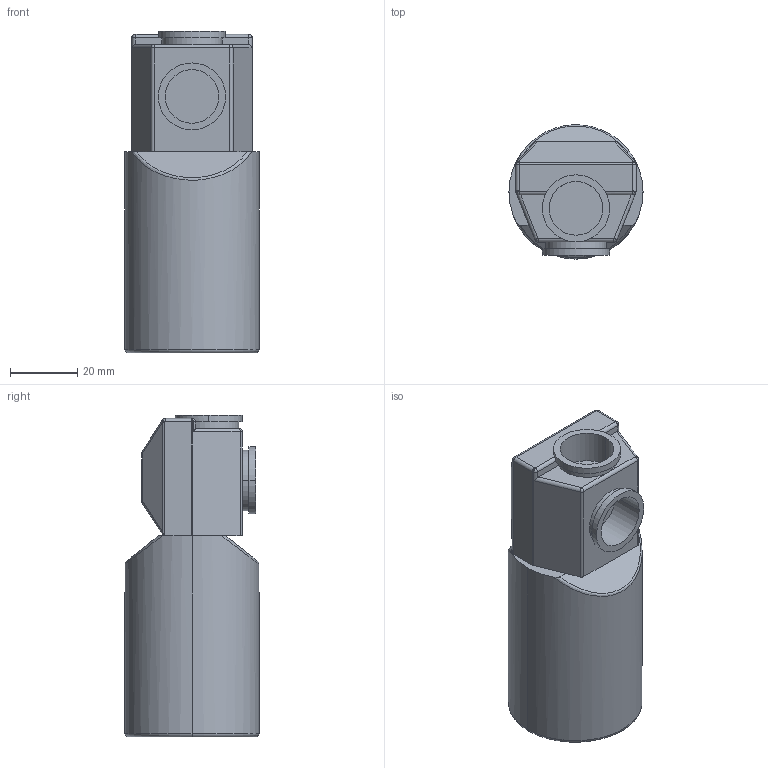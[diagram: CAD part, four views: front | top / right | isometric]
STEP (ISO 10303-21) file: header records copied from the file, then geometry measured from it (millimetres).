
FILE_DESCRIPTION((''),'2;1');
FILE_NAME('40_D000056B','2006-01-03T',('Pepperl+Fuchs'),('Industriehansa'),'PRO/ENGINEER BY PARAMETRIC TECHNOLOGY CORPORATION, 2005290','PRO/ENGINEER BY PARAMETRIC TECHNOLOGY CORPORATION, 2005290','');
FILE_SCHEMA(('AUTOMOTIVE_DESIGN_CC2 { 1 2 10303 214 -1 1 5 2 }'));
Length unit declared in the file: millimetre
Products named in the file (1): 40_D000056B
Bounding box: 40 x 40 x 96 mm (x, y, z)
Volume: 102003.9 mm3; surface area: 15476.3 mm2
Topology: 1 solids, 1 shells, 83 faces, 192 edges, 123 vertices
Faces by surface type: cylinder 40, plane 26, sphere 13, bspline 2, torus 2
Entity records: 3504 total; most frequent: CARTESIAN_POINT 765, DIRECTION 416, ORIENTED_EDGE 368, PRESENTATION_STYLE_ASSIGNMENT 211, STYLED_ITEM 194, CURVE_STYLE 193, EDGE_CURVE 184, AXIS2_PLACEMENT_3D 161
